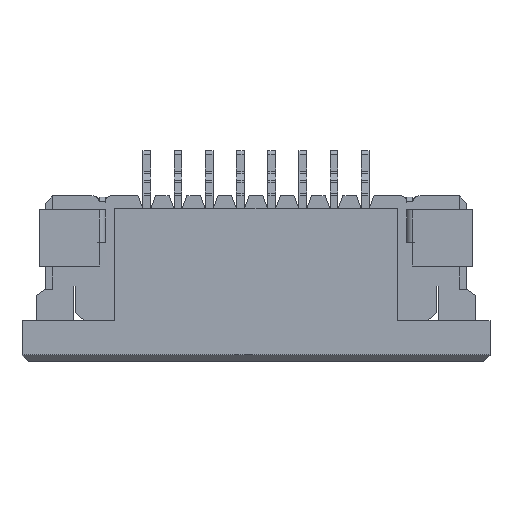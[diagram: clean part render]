
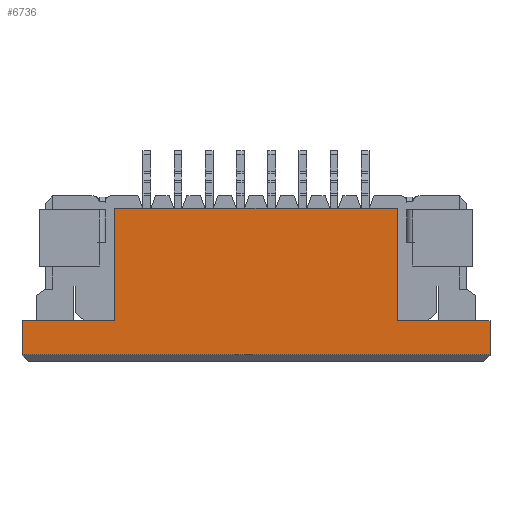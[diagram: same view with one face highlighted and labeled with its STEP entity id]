
A CAD part, top view. The second image highlights one B-rep face of the part: STEP entity #6736.
In plain terms, the highlighted planar face has unit normal (0, 0, 1).
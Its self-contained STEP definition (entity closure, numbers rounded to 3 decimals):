
#1=DIRECTION('',(0.,1.,0.));
#2=VECTOR('',#1,1.102);
#3=CARTESIAN_POINT('',(-1.5,0.2,0.));
#4=LINE('',#3,#2);
#5=DIRECTION('',(0.,-1.,0.));
#6=VECTOR('',#5,3.598);
#7=CARTESIAN_POINT('',(1.47,4.9,0.));
#8=LINE('',#7,#6);
#9=DIRECTION('',(0.,-1.,0.));
#10=VECTOR('',#9,3.598);
#11=CARTESIAN_POINT('',(10.53,4.9,0.));
#12=LINE('',#11,#10);
#13=DIRECTION('',(0.,1.,0.));
#14=VECTOR('',#13,1.102);
#15=CARTESIAN_POINT('',(13.5,0.2,0.));
#16=LINE('',#15,#14);
#21=DIRECTION('',(1.,0.,0.));
#22=VECTOR('',#21,15.);
#23=CARTESIAN_POINT('',(-1.5,0.2,0.));
#24=LINE('',#23,#22);
#716=DIRECTION('',(-1.,0.,0.));
#717=VECTOR('',#716,9.06);
#718=CARTESIAN_POINT('',(10.53,4.9,0.));
#719=LINE('',#718,#717);
#768=DIRECTION('',(1.,0.,0.));
#769=VECTOR('',#768,2.97);
#770=CARTESIAN_POINT('',(-1.5,1.302,0.));
#771=LINE('',#770,#769);
#1582=DIRECTION('',(-1.,0.,0.));
#1583=VECTOR('',#1582,2.97);
#1584=CARTESIAN_POINT('',(13.5,1.302,0.));
#1585=LINE('',#1584,#1583);
#5153=CARTESIAN_POINT('',(13.5,1.302,0.));
#5155=VERTEX_POINT('',#5153);
#5161=CARTESIAN_POINT('',(13.5,0.2,0.));
#5163=VERTEX_POINT('',#5161);
#5181=CARTESIAN_POINT('',(10.53,1.302,0.));
#5183=VERTEX_POINT('',#5181);
#5351=CARTESIAN_POINT('',(10.53,4.9,0.));
#5353=VERTEX_POINT('',#5351);
#5933=CARTESIAN_POINT('',(-1.5,1.302,0.));
#5935=VERTEX_POINT('',#5933);
#5941=CARTESIAN_POINT('',(-1.5,0.2,0.));
#5943=VERTEX_POINT('',#5941);
#5977=CARTESIAN_POINT('',(1.47,1.302,0.));
#5979=VERTEX_POINT('',#5977);
#6131=CARTESIAN_POINT('',(1.47,4.9,0.));
#6133=VERTEX_POINT('',#6131);
#6713=CARTESIAN_POINT('',(0.,0.,0.));
#6714=DIRECTION('',(0.,0.,1.));
#6715=DIRECTION('',(1.,0.,0.));
#6716=AXIS2_PLACEMENT_3D('',#6713,#6714,#6715);
#6717=PLANE('',#6716);
#6719=ORIENTED_EDGE('',*,*,#6718,.F.);
#6721=ORIENTED_EDGE('',*,*,#6720,.T.);
#6723=ORIENTED_EDGE('',*,*,#6722,.T.);
#6725=ORIENTED_EDGE('',*,*,#6724,.F.);
#6727=ORIENTED_EDGE('',*,*,#6726,.F.);
#6729=ORIENTED_EDGE('',*,*,#6728,.T.);
#6731=ORIENTED_EDGE('',*,*,#6730,.F.);
#6733=ORIENTED_EDGE('',*,*,#6732,.F.);
#6734=EDGE_LOOP('',(#6719,#6721,#6723,#6725,#6727,#6729,#6731,#6733));
#6735=FACE_OUTER_BOUND('',#6734,.F.);
#6718=EDGE_CURVE('',#5943,#5163,#24,.T.);
#6720=EDGE_CURVE('',#5943,#5935,#4,.T.);
#6722=EDGE_CURVE('',#5935,#5979,#771,.T.);
#6724=EDGE_CURVE('',#6133,#5979,#8,.T.);
#6726=EDGE_CURVE('',#5353,#6133,#719,.T.);
#6728=EDGE_CURVE('',#5353,#5183,#12,.T.);
#6730=EDGE_CURVE('',#5155,#5183,#1585,.T.);
#6732=EDGE_CURVE('',#5163,#5155,#16,.T.);
#6736=ADVANCED_FACE('',(#6735),#6717,.T.);
